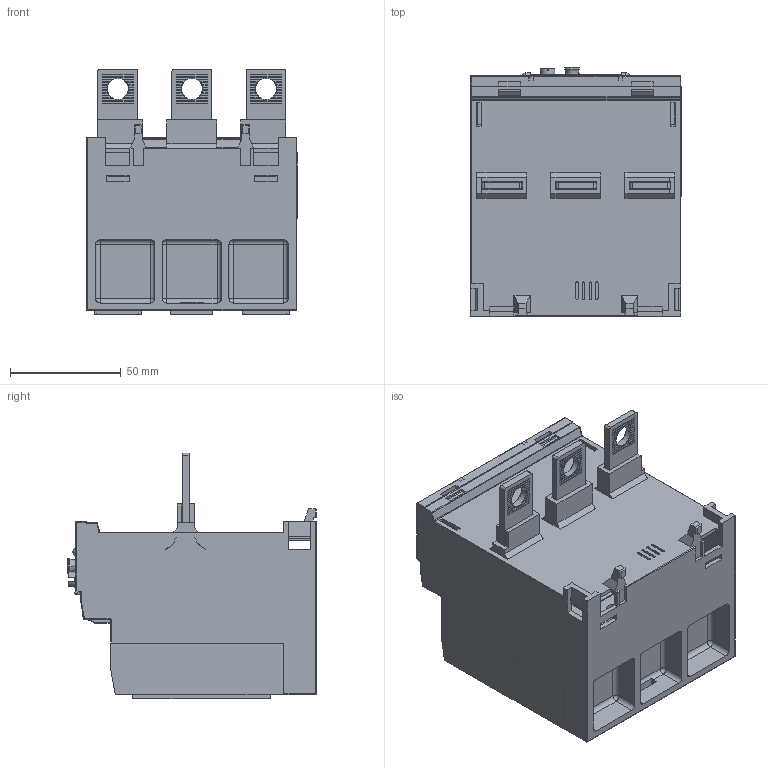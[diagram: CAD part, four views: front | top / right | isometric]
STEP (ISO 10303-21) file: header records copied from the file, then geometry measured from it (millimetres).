
FILE_DESCRIPTION((''),'2;1');
FILE_NAME('TOR_MT150_LUG_SW0001','2021-09-17T',('kyungkul'),(''),'CREO PARAMETRIC BY PTC INC, 2015380','CREO PARAMETRIC BY PTC INC, 2015380','');
FILE_SCHEMA(('CONFIG_CONTROL_DESIGN'));
Products named in the file (1): TOR_MT150_LUG_SW0001
Bounding box: 95.1 x 112.5 x 111.2 mm (x, y, z)
Surface area: 179096 mm2 (no closed solid volume)
Topology: 0 solids, 56 shells, 3338 faces, 14670 edges, 10746 vertices
Faces by surface type: plane 2281, cylinder 737, bspline 111, torus 104, cone 57, sphere 48
Entity records: 166985 total; most frequent: CARTESIAN_POINT 52179, ORIENTED_EDGE 23097, DIRECTION 21458, EDGE_CURVE 14622, VECTOR 11196, LINE 11196, VERTEX_POINT 10746, AXIS2_PLACEMENT_3D 5131
